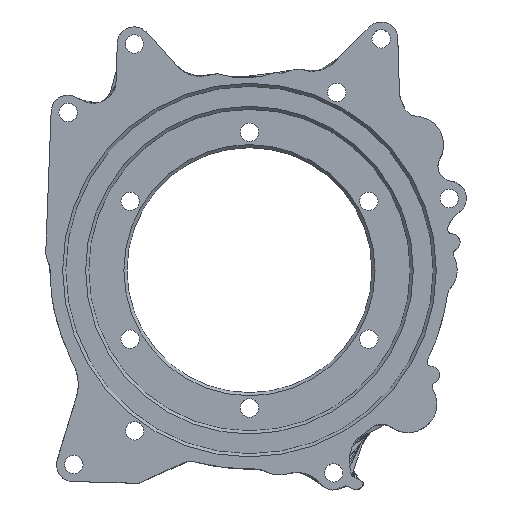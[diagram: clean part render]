
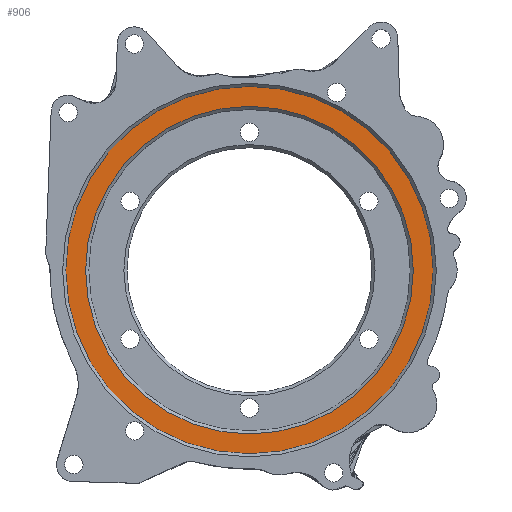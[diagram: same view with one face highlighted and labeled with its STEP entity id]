
A CAD part, top view. The second image highlights one B-rep face of the part: STEP entity #906.
In plain terms, the highlighted planar face has unit normal (0, 0, 1).
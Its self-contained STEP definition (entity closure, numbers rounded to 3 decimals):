
#830 = VERTEX_POINT('',#831);
#831 = CARTESIAN_POINT('',(107.863,-0.372,44.));
#838 = CONICAL_SURFACE('',#839,106.,0.785);
#839 = AXIS2_PLACEMENT_3D('',#840,#841,#842);
#840 = CARTESIAN_POINT('',(0.863,-0.372,43.));
#841 = DIRECTION('',(0.,0.,1.));
#842 = DIRECTION('',(-1.,0.,0.));
#857 = EDGE_CURVE('',#830,#830,#858,.T.);
#858 = SURFACE_CURVE('',#859,(#864,#871),.PCURVE_S1.);
#859 = CIRCLE('',#860,107.);
#860 = AXIS2_PLACEMENT_3D('',#861,#862,#863);
#861 = CARTESIAN_POINT('',(0.863,-0.372,44.));
#862 = DIRECTION('',(0.,0.,1.));
#863 = DIRECTION('',(-1.,0.,0.));
#864 = PCURVE('',#838,#865);
#865 = DEFINITIONAL_REPRESENTATION('',(#866),#870);
#866 = LINE('',#867,#868);
#867 = CARTESIAN_POINT('',(-6.283,1.));
#868 = VECTOR('',#869,1.);
#869 = DIRECTION('',(1.,0.));
#870 = ( GEOMETRIC_REPRESENTATION_CONTEXT(2) 
PARAMETRIC_REPRESENTATION_CONTEXT() REPRESENTATION_CONTEXT('2D SPACE',''
  ) );
#871 = PCURVE('',#872,#877);
#872 = PLANE('',#873);
#873 = AXIS2_PLACEMENT_3D('',#874,#875,#876);
#874 = CARTESIAN_POINT('',(5.126,8.816,44.));
#875 = DIRECTION('',(0.,0.,1.));
#876 = DIRECTION('',(-1.,0.,0.));
#877 = DEFINITIONAL_REPRESENTATION('',(#878),#882);
#878 = CIRCLE('',#879,107.);
#879 = AXIS2_PLACEMENT_2D('',#880,#881);
#880 = CARTESIAN_POINT('',(4.263,9.188));
#881 = DIRECTION('',(1.,0.));
#882 = ( GEOMETRIC_REPRESENTATION_CONTEXT(2) 
PARAMETRIC_REPRESENTATION_CONTEXT() REPRESENTATION_CONTEXT('2D SPACE',''
  ) );
#906 = ADVANCED_FACE('',(#907,#942),#872,.T.);
#907 = FACE_BOUND('',#908,.T.);
#908 = EDGE_LOOP('',(#909));
#909 = ORIENTED_EDGE('',*,*,#910,.F.);
#910 = EDGE_CURVE('',#911,#911,#913,.T.);
#911 = VERTEX_POINT('',#912);
#912 = CARTESIAN_POINT('',(120.863,-0.372,44.));
#913 = SURFACE_CURVE('',#914,(#919,#930),.PCURVE_S1.);
#914 = CIRCLE('',#915,120.);
#915 = AXIS2_PLACEMENT_3D('',#916,#917,#918);
#916 = CARTESIAN_POINT('',(0.863,-0.372,44.));
#917 = DIRECTION('',(0.,0.,-1.));
#918 = DIRECTION('',(-1.,0.,0.));
#919 = PCURVE('',#872,#920);
#920 = DEFINITIONAL_REPRESENTATION('',(#921),#929);
#921 = ( BOUNDED_CURVE() B_SPLINE_CURVE(2,(#922,#923,#924,#925,#926,#927
,#928),.UNSPECIFIED.,.T.,.F.) B_SPLINE_CURVE_WITH_KNOTS((1,2,2,2,2,1),(
    -2.094,0.,2.094,4.189,6.283,
8.378),.UNSPECIFIED.) CURVE() GEOMETRIC_REPRESENTATION_ITEM() 
RATIONAL_B_SPLINE_CURVE((1.,0.5,1.,0.5,1.,0.5,1.)) REPRESENTATION_ITEM(
  '') );
#922 = CARTESIAN_POINT('',(124.263,9.188));
#923 = CARTESIAN_POINT('',(124.263,-198.658));
#924 = CARTESIAN_POINT('',(-55.737,-94.735));
#925 = CARTESIAN_POINT('',(-235.737,9.188));
#926 = CARTESIAN_POINT('',(-55.737,113.111));
#927 = CARTESIAN_POINT('',(124.263,217.034));
#928 = CARTESIAN_POINT('',(124.263,9.188));
#929 = ( GEOMETRIC_REPRESENTATION_CONTEXT(2) 
PARAMETRIC_REPRESENTATION_CONTEXT() REPRESENTATION_CONTEXT('2D SPACE',''
  ) );
#930 = PCURVE('',#931,#936);
#931 = CYLINDRICAL_SURFACE('',#932,120.);
#932 = AXIS2_PLACEMENT_3D('',#933,#934,#935);
#933 = CARTESIAN_POINT('',(0.863,-0.372,54.));
#934 = DIRECTION('',(0.,0.,-1.));
#935 = DIRECTION('',(-1.,0.,0.));
#936 = DEFINITIONAL_REPRESENTATION('',(#937),#941);
#937 = LINE('',#938,#939);
#938 = CARTESIAN_POINT('',(0.,10.));
#939 = VECTOR('',#940,1.);
#940 = DIRECTION('',(1.,0.));
#941 = ( GEOMETRIC_REPRESENTATION_CONTEXT(2) 
PARAMETRIC_REPRESENTATION_CONTEXT() REPRESENTATION_CONTEXT('2D SPACE',''
  ) );
#942 = FACE_BOUND('',#943,.T.);
#943 = EDGE_LOOP('',(#944));
#944 = ORIENTED_EDGE('',*,*,#857,.F.);
